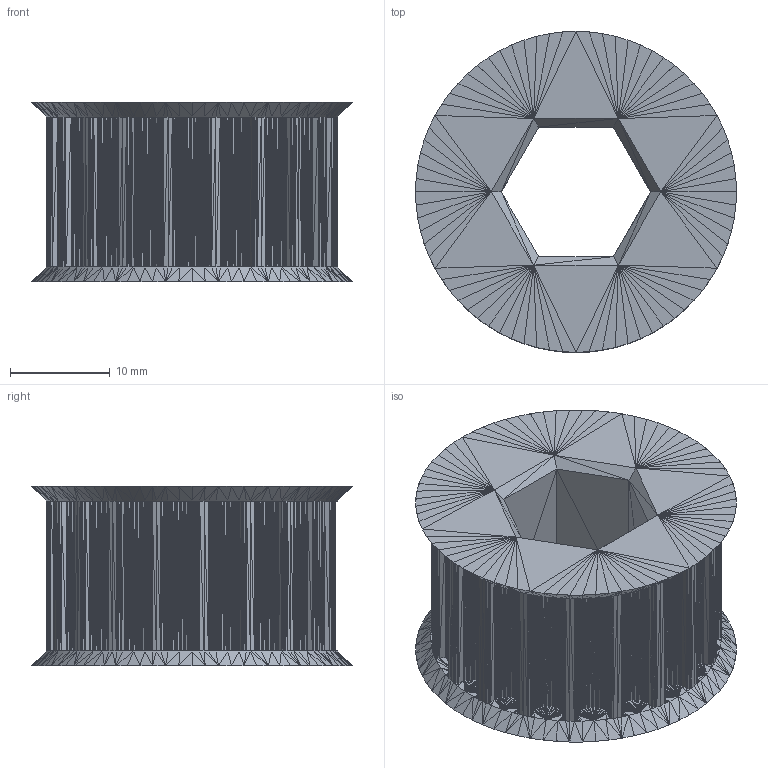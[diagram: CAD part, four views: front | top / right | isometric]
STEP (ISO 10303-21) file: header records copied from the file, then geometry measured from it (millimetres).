
FILE_DESCRIPTION(/* description */ (''),/* implementation_level */ '2;1');
FILE_NAME(/* name */ '19t_hex.step',/* time_stamp */ '2025-03-08T21:52:08-05:00',/* author */ (''),/* organization */ (''),/* preprocessor_version */ 'ST-DEVELOPER v20',/* originating_system */ 'Autodesk Translation Framework v13.14.0.145',/* authorisation */ '');
FILE_SCHEMA (('AUTOMOTIVE_DESIGN { 1 0 10303 214 3 1 1 }'));
Products named in the file (1): (Unsaved)
Bounding box: 32.1 x 32.1 x 18 mm (x, y, z)
Volume: 7766.1 mm3; surface area: 4855 mm2
Topology: 1 solids, 1 shells, 3940 faces, 5910 edges, 1970 vertices
Faces by surface type: plane 3940
Entity records: 76871 total; most frequent: DIRECTION 13792, CARTESIAN_POINT 11821, ORIENTED_EDGE 11820, LINE 5910, VECTOR 5910, EDGE_CURVE 5910, AXIS2_PLACEMENT_3D 3941, FACE_OUTER_BOUND 3940
